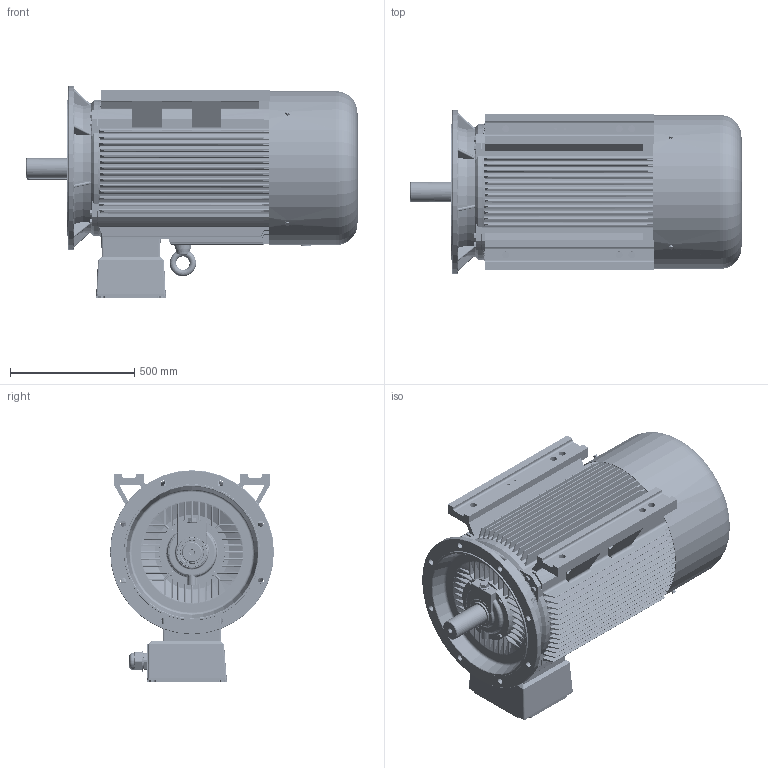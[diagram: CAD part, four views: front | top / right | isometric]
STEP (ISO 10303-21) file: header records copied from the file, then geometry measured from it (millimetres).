
FILE_DESCRIPTION(/* description */ (''),/* implementation_level */ '2;1');
FILE_NAME(/* name */ 'JM3-315M.L-4.6.8-B35.stp',/* time_stamp */ '2018-04-14T08:19:15+08:00',/* author */ (''),/* organization */ (''),/* preprocessor_version */ 'ST-DEVELOPER v16',/* originating_system */ 'SIEMENS PLM Software NX 10.0',/* authorisation */ '');
FILE_SCHEMA (('AUTOMOTIVE_DESIGN { 1 0 10303 214 3 1 1 1 }'));
Products named in the file (1): pc0410C4D55f2a
Bounding box: 1338 x 660.58 x 852.29 mm (x, y, z)
Volume: 71569965.2 mm3; surface area: 12066095.3 mm2
Topology: 68 solids, 68 shells, 11492 faces, 32800 edges, 21586 vertices
Faces by surface type: plane 5194, cylinder 5124, cone 790, torus 308, bspline 64, sphere 12
Full cylindrical faces by diameter (mm): 2 x2, 10 x6, 10.5 x4, 11.5 x1, 12 x4, 20 x5, 24 x7, 28 x4, 43.312 x2, 51.188 x4, 61.031 x12, 63 x4, 64.969 x12, 67.922 x2, 80 x1, 83.672 x2, 90 x1, 94 x1, 95 x4, 108 x1, 110 x2, 120 x3, 200 x1, 237 x1, 265 x2, 528 x1, 616 x1, 620 x1, 660.578 x1
Entity records: 395074 total; most frequent: CARTESIAN_POINT 87329, ORIENTED_EDGE 65002, DIRECTION 63234, EDGE_CURVE 32501, AXIS2_PLACEMENT_3D 22193, VERTEX_POINT 21479, LINE 18848, VECTOR 18848
